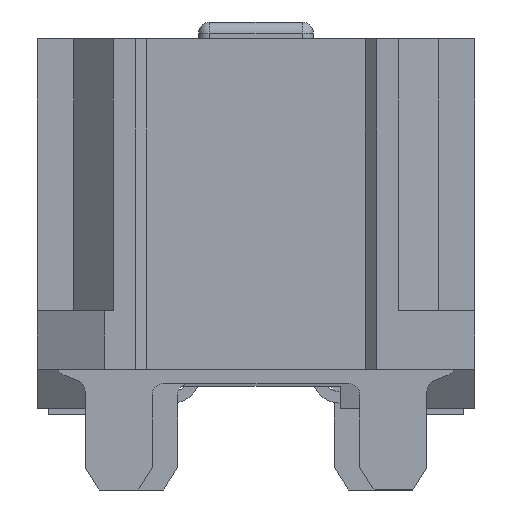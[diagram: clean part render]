
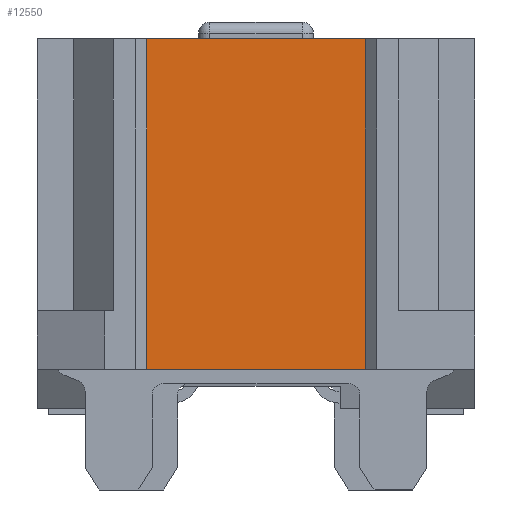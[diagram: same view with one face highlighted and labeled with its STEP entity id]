
A CAD part, left-side view. The second image highlights one B-rep face of the part: STEP entity #12550.
In plain terms, the highlighted planar face has unit normal (-1, 0, 0).
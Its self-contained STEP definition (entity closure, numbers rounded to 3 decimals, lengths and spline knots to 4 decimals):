
#1820=CARTESIAN_POINT('',(-29.75,-1.95,6.7));
#1830=VERTEX_POINT('',#1820);
#1860=CARTESIAN_POINT('',(-29.75,4.1731,
6.7));
#1870=DIRECTION('',(0.,-1.,0.));
#1880=VECTOR('',#1870,1.);
#1890=LINE('',#1860,#1880);
#1900=CARTESIAN_POINT('',(-29.75,1.95,
6.7));
#1910=VERTEX_POINT('',#1900);
#1920=EDGE_CURVE('',#1910,#1830,#1890,.T.);
#9750=CARTESIAN_POINT('',(-29.75,-1.95,0.8));
#9760=VERTEX_POINT('',#9750);
#10950=CARTESIAN_POINT('',(-29.75,1.95,0.8));
#10960=VERTEX_POINT('',#10950);
#10990=CARTESIAN_POINT('',(-29.75,4.1731,
0.8));
#11000=DIRECTION('',(0.,-1.,0.));
#11010=VECTOR('',#11000,1.);
#11020=LINE('',#10990,#11010);
#11030=EDGE_CURVE('',#10960,#9760,#11020,.T.);
#12290=CARTESIAN_POINT('',(-29.75,1.95,
3.6694));
#12300=DIRECTION('',(0.,0.,-1.));
#12310=VECTOR('',#12300,1.);
#12320=LINE('',#12290,#12310);
#12330=EDGE_CURVE('',#1910,#10960,#12320,.T.);
#12390=CARTESIAN_POINT('',(-29.75,2.0475,
6.8475));
#12400=DIRECTION('',(-1.,0.,0.));
#12410=DIRECTION('',(0.,1.,-0.));
#12420=AXIS2_PLACEMENT_3D('',#12390,#12400,#12410);
#12430=PLANE('',#12420);
#12440=ORIENTED_EDGE('',*,*,#12330,.T.);
#12450=ORIENTED_EDGE('',*,*,#1920,.F.);
#12460=CARTESIAN_POINT('',(-29.75,-1.95,
3.6694));
#12470=DIRECTION('',(-0.,0.,1.));
#12480=VECTOR('',#12470,1.);
#12490=LINE('',#12460,#12480);
#12500=EDGE_CURVE('',#9760,#1830,#12490,.T.);
#12510=ORIENTED_EDGE('',*,*,#12500,.T.);
#12520=ORIENTED_EDGE('',*,*,#11030,.T.);
#12530=EDGE_LOOP('',(#12520,#12510,#12450,#12440));
#12540=FACE_OUTER_BOUND('',#12530,.T.);
#12550=ADVANCED_FACE('',(#12540),#12430,.T.);
